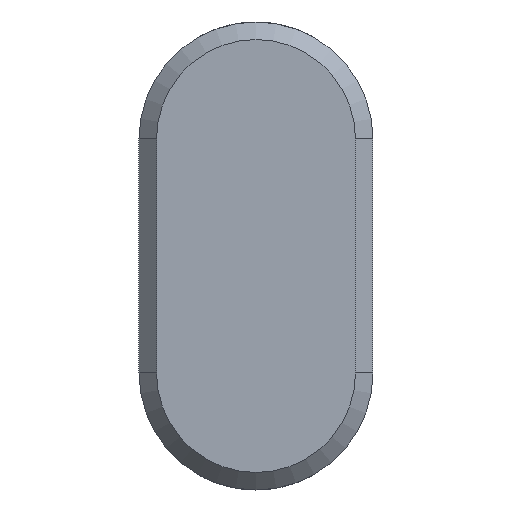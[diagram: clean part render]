
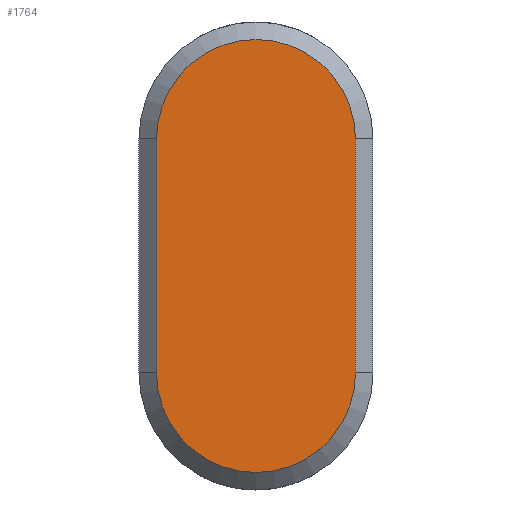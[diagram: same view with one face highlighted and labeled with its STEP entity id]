
A CAD part, front view. The second image highlights one B-rep face of the part: STEP entity #1764.
In plain terms, the highlighted planar face has unit normal (0, -1, 0).
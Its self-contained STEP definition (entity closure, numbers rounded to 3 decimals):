
#72=CIRCLE('',#1926,8.5);
#73=CIRCLE('',#1929,8.5);
#108=PLANE('',#1931);
#199=FACE_OUTER_BOUND('',#297,.T.);
#297=EDGE_LOOP('',(#1470,#1471,#1472,#1473));
#449=LINE('',#3076,#623);
#454=LINE('',#3086,#628);
#623=VECTOR('',#2309,10.);
#628=VECTOR('',#2320,10.);
#838=VERTEX_POINT('',#3073);
#839=VERTEX_POINT('',#3075);
#840=VERTEX_POINT('',#3080);
#841=VERTEX_POINT('',#3084);
#1065=EDGE_CURVE('',#838,#839,#449,.T.);
#1069=EDGE_CURVE('',#840,#838,#72,.T.);
#1071=EDGE_CURVE('',#841,#840,#454,.T.);
#1073=EDGE_CURVE('',#839,#841,#73,.T.);
#1470=ORIENTED_EDGE('',*,*,#1065,.F.);
#1471=ORIENTED_EDGE('',*,*,#1069,.F.);
#1472=ORIENTED_EDGE('',*,*,#1071,.F.);
#1473=ORIENTED_EDGE('',*,*,#1073,.F.);
#1764=ADVANCED_FACE('',(#199),#108,.F.);
#1926=AXIS2_PLACEMENT_3D('',#3082,#2315,#2316);
#1929=AXIS2_PLACEMENT_3D('',#3089,#2324,#2325);
#1931=AXIS2_PLACEMENT_3D('',#3091,#2328,#2329);
#2309=DIRECTION('',(0.,0.,-1.));
#2315=DIRECTION('center_axis',(0.,1.,0.));
#2316=DIRECTION('ref_axis',(-1.,0.,0.));
#2320=DIRECTION('',(0.,0.,1.));
#2324=DIRECTION('center_axis',(0.,1.,0.));
#2325=DIRECTION('ref_axis',(1.,0.,0.));
#2328=DIRECTION('center_axis',(0.,1.,0.));
#2329=DIRECTION('ref_axis',(1.,0.,0.));
#3073=CARTESIAN_POINT('',(8.5,-2.5,10.));
#3075=CARTESIAN_POINT('',(8.5,-2.5,-10.));
#3076=CARTESIAN_POINT('',(8.5,-2.5,-5.));
#3080=CARTESIAN_POINT('',(-8.5,-2.5,10.));
#3082=CARTESIAN_POINT('Origin',(0.,-2.5,10.));
#3084=CARTESIAN_POINT('',(-8.5,-2.5,-10.));
#3086=CARTESIAN_POINT('',(-8.5,-2.5,5.));
#3089=CARTESIAN_POINT('Origin',(0.,-2.5,-10.));
#3091=CARTESIAN_POINT('Origin',(0.,-2.5,0.));
